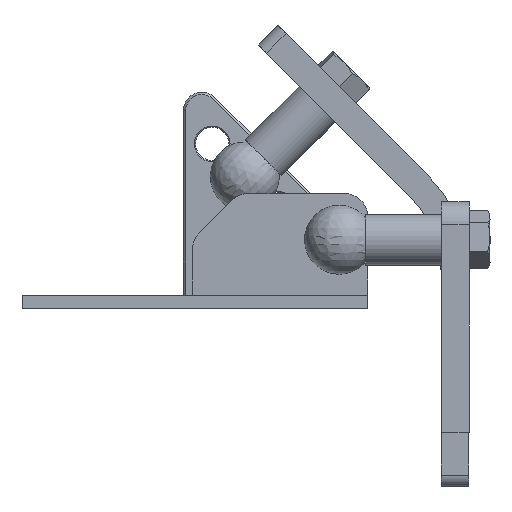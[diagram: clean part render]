
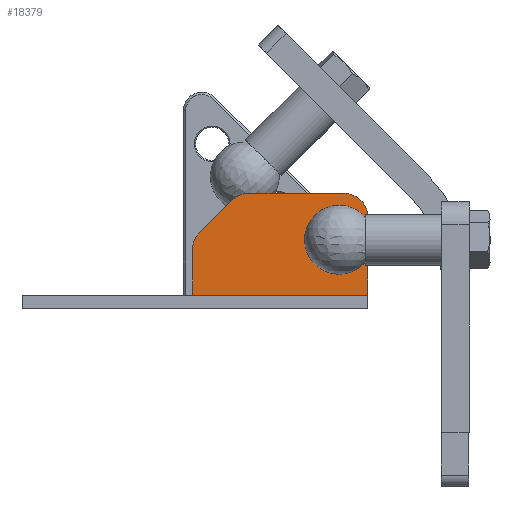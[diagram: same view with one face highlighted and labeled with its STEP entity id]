
A CAD part, front view. The second image highlights one B-rep face of the part: STEP entity #18379.
In plain terms, the highlighted planar face has unit normal (0, -1, 0).
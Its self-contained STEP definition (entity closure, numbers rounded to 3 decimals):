
#149 = CARTESIAN_POINT ( 'NONE',  ( 75., -4., 40. ) ) ;
#648 = CARTESIAN_POINT ( 'NONE',  ( 1.929, -4., 33.13 ) ) ;
#877 = DIRECTION ( 'NONE',  ( 0., 0., -1. ) ) ;
#907 = CARTESIAN_POINT ( 'NONE',  ( 75., -4., 6. ) ) ;
#1311 = VERTEX_POINT ( 'NONE', #9874 ) ;
#1462 = DIRECTION ( 'NONE',  ( 0., 0., -1. ) ) ;
#1714 = VERTEX_POINT ( 'NONE', #10690 ) ;
#1876 = CIRCLE ( 'NONE', #16220, 10. ) ;
#2066 = EDGE_CURVE ( 'NONE', #17283, #1714, #11642, .T. ) ;
#2187 = CARTESIAN_POINT ( 'NONE',  ( 62.5, -4., 30. ) ) ;
#2222 = DIRECTION ( 'NONE',  ( 0., -1., 0. ) ) ;
#2604 = FACE_BOUND ( 'NONE', #19999, .T. ) ;
#3276 = CARTESIAN_POINT ( 'NONE',  ( 62.5, -4., 22.25 ) ) ;
#3665 = VECTOR ( 'NONE', #12811, 1000. ) ;
#3823 = AXIS2_PLACEMENT_3D ( 'NONE', #12052, #2222, #7243 ) ;
#4239 = VECTOR ( 'NONE', #9242, 1000. ) ;
#4734 = CARTESIAN_POINT ( 'NONE',  ( -1., -4., 6. ) ) ;
#4833 = DIRECTION ( 'NONE',  ( 0., 0., -1. ) ) ;
#5240 = VECTOR ( 'NONE', #8839, 1000. ) ;
#5552 = DIRECTION ( 'NONE',  ( 0., 1., 0. ) ) ;
#5845 = ORIENTED_EDGE ( 'NONE', *, *, #11553, .T. ) ;
#6056 = VERTEX_POINT ( 'NONE', #4734 ) ;
#6546 = AXIS2_PLACEMENT_3D ( 'NONE', #16810, #17031, #13554 ) ;
#6808 = ORIENTED_EDGE ( 'NONE', *, *, #7276, .T. ) ;
#7243 = DIRECTION ( 'NONE',  ( 0., 0., -1. ) ) ;
#7276 = EDGE_CURVE ( 'NONE', #19669, #11743, #18278, .T. ) ;
#7341 = CARTESIAN_POINT ( 'NONE',  ( -1., -4., 6. ) ) ;
#7353 = DIRECTION ( 'NONE',  ( 0., -1., 0. ) ) ;
#7620 = CIRCLE ( 'NONE', #6546, 10. ) ;
#8241 = ORIENTED_EDGE ( 'NONE', *, *, #13060, .F. ) ;
#8275 = FACE_OUTER_BOUND ( 'NONE', #18906, .T. ) ;
#8607 = LINE ( 'NONE', #10755, #4239 ) ;
#8839 = DIRECTION ( 'NONE',  ( 1., 0., 0. ) ) ;
#9228 = AXIS2_PLACEMENT_3D ( 'NONE', #2187, #5552, #15475 ) ;
#9242 = DIRECTION ( 'NONE',  ( 0., 0., 1. ) ) ;
#9613 = LINE ( 'NONE', #11373, #10900 ) ;
#9874 = CARTESIAN_POINT ( 'NONE',  ( 22.941, -4., 50. ) ) ;
#10572 = DIRECTION ( 'NONE',  ( -1., 0., 0. ) ) ;
#10690 = CARTESIAN_POINT ( 'NONE',  ( 15.87, -4., 47.071 ) ) ;
#10755 = CARTESIAN_POINT ( 'NONE',  ( -1., -4., 30.201 ) ) ;
#10857 = VECTOR ( 'NONE', #10572, 1000. ) ;
#10900 = VECTOR ( 'NONE', #4833, 1000. ) ;
#11197 = VERTEX_POINT ( 'NONE', #18180 ) ;
#11373 = CARTESIAN_POINT ( 'NONE',  ( 75., -4., 6. ) ) ;
#11553 = EDGE_CURVE ( 'NONE', #17283, #11197, #7620, .T. ) ;
#11642 = LINE ( 'NONE', #12957, #3665 ) ;
#11707 = VERTEX_POINT ( 'NONE', #907 ) ;
#11711 = ORIENTED_EDGE ( 'NONE', *, *, #16264, .F. ) ;
#11743 = VERTEX_POINT ( 'NONE', #20574 ) ;
#12052 = CARTESIAN_POINT ( 'NONE',  ( 0., -4., 0. ) ) ;
#12438 = LINE ( 'NONE', #18710, #5240 ) ;
#12811 = DIRECTION ( 'NONE',  ( 0.707, 0., 0.707 ) ) ;
#12957 = CARTESIAN_POINT ( 'NONE',  ( 18.799, -4., 50. ) ) ;
#13060 = EDGE_CURVE ( 'NONE', #6056, #11197, #8607, .T. ) ;
#13127 = AXIS2_PLACEMENT_3D ( 'NONE', #21320, #14659, #1462 ) ;
#13249 = ORIENTED_EDGE ( 'NONE', *, *, #15327, .F. ) ;
#13420 = LINE ( 'NONE', #7341, #10857 ) ;
#13554 = DIRECTION ( 'NONE',  ( 0., 0., -1. ) ) ;
#13905 = VERTEX_POINT ( 'NONE', #3276 ) ;
#14215 = ORIENTED_EDGE ( 'NONE', *, *, #14329, .F. ) ;
#14329 = EDGE_CURVE ( 'NONE', #1311, #11743, #12438, .T. ) ;
#14358 = ORIENTED_EDGE ( 'NONE', *, *, #19711, .T. ) ;
#14659 = DIRECTION ( 'NONE',  ( 0., -1., 0. ) ) ;
#15163 = EDGE_CURVE ( 'NONE', #1311, #1714, #1876, .T. ) ;
#15327 = EDGE_CURVE ( 'NONE', #19669, #11707, #9613, .T. ) ;
#15367 = PLANE ( 'NONE',  #3823 ) ;
#15474 = CARTESIAN_POINT ( 'NONE',  ( 22.941, -4., 40. ) ) ;
#15475 = DIRECTION ( 'NONE',  ( 0., 0., -1. ) ) ;
#15501 = ORIENTED_EDGE ( 'NONE', *, *, #2066, .F. ) ;
#16220 = AXIS2_PLACEMENT_3D ( 'NONE', #15474, #7353, #877 ) ;
#16264 = EDGE_CURVE ( 'NONE', #11707, #6056, #13420, .T. ) ;
#16810 = CARTESIAN_POINT ( 'NONE',  ( 9., -4., 26.059 ) ) ;
#17031 = DIRECTION ( 'NONE',  ( 0., -1., 0. ) ) ;
#17283 = VERTEX_POINT ( 'NONE', #648 ) ;
#18180 = CARTESIAN_POINT ( 'NONE',  ( -1., -4., 26.059 ) ) ;
#18278 = CIRCLE ( 'NONE', #13127, 10. ) ;
#18379 = ADVANCED_FACE ( 'NONE', ( #2604, #8275 ), #15367, .T. ) ;
#18710 = CARTESIAN_POINT ( 'NONE',  ( 75., -4., 50. ) ) ;
#18906 = EDGE_LOOP ( 'NONE', ( #13249, #6808, #14215, #19556, #15501, #5845, #8241, #11711 ) ) ;
#19556 = ORIENTED_EDGE ( 'NONE', *, *, #15163, .T. ) ;
#19669 = VERTEX_POINT ( 'NONE', #149 ) ;
#19711 = EDGE_CURVE ( 'NONE', #13905, #13905, #20439, .T. ) ;
#19999 = EDGE_LOOP ( 'NONE', ( #14358 ) ) ;
#20439 = CIRCLE ( 'NONE', #9228, 7.75 ) ;
#20574 = CARTESIAN_POINT ( 'NONE',  ( 65., -4., 50. ) ) ;
#21320 = CARTESIAN_POINT ( 'NONE',  ( 65., -4., 40. ) ) ;
